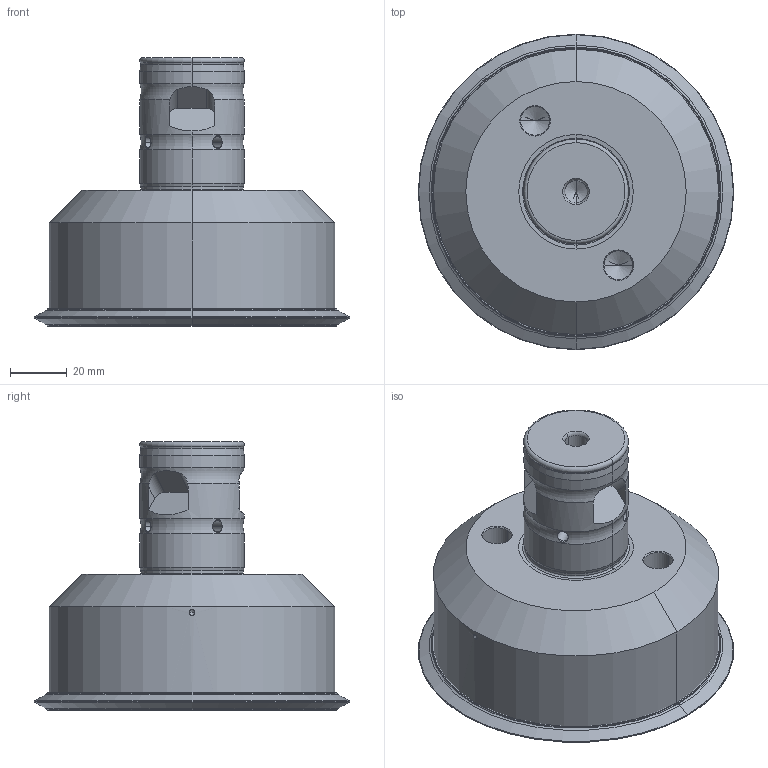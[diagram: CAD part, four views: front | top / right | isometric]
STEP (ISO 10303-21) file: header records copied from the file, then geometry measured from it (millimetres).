
FILE_DESCRIPTION((''),'2;1');
FILE_NAME('17Y1E112064Z5R00','2019-08-26T',('schicker'),(''),'CREO PARAMETRIC BY PTC INC, 2017020','CREO PARAMETRIC BY PTC INC, 2017020','');
FILE_SCHEMA(('AUTOMOTIVE_DESIGN { 1 0 10303 214 1 1 1 1 }'));
Length unit declared in the file: millimetre
Products named in the file (3): NOCUT; CUT; 17Y1E112064Z5R00
Assembly tree (2 placements, depth 2):
  17Y1E112064Z5R00
    NOCUT
    CUT
Bounding box: 111.65 x 111.65 x 95.17 mm (x, y, z)
Volume: 419889 mm3; surface area: 48304.9 mm2
Topology: 2 solids, 2 shells, 126 faces, 312 edges, 185 vertices
Faces by surface type: cone 36, cylinder 34, revolution 22, plane 18, torus 16
Entity records: 7109 total; most frequent: CARTESIAN_POINT 2782, DIRECTION 597, ORIENTED_EDGE 574, PRESENTATION_STYLE_ASSIGNMENT 310, STYLED_ITEM 310, CURVE_STYLE 308, EDGE_CURVE 287, AXIS2_PLACEMENT_3D 243
